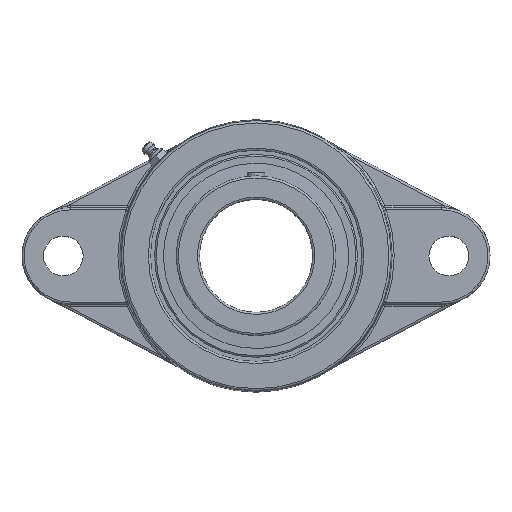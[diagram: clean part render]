
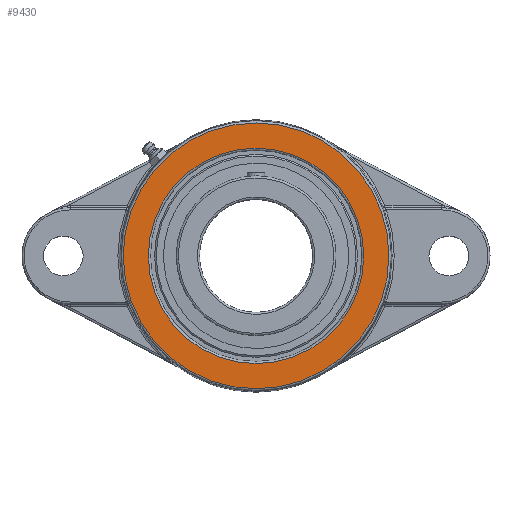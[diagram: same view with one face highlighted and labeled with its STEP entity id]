
A CAD part, top view. The second image highlights one B-rep face of the part: STEP entity #9430.
In plain terms, the highlighted planar face has unit normal (0, 0, 1).
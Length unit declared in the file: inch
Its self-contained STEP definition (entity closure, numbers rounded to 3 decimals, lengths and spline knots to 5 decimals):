
#9373=CARTESIAN_POINT('',(0.,2.49645,1.69291));
#9374=VERTEX_POINT('',#9373);
#9401=CARTESIAN_POINT('',(0.,0.,1.69291));
#9402=DIRECTION('',(0.,-0.,-1.));
#9403=DIRECTION('',(-0.,-1.,0.));
#9404=AXIS2_PLACEMENT_3D('',#9401,#9402,#9403);
#9405=CIRCLE('',#9404,2.49645);
#9406=EDGE_CURVE('',#9374,#9374,#9405,.T.);
#9411=CARTESIAN_POINT('',(-0.,0.,1.69291));
#9412=DIRECTION('',(0.,0.,1.));
#9413=DIRECTION('',(1.,-0.,0.));
#9414=AXIS2_PLACEMENT_3D('',#9411,#9412,#9413);
#9415=PLANE('',#9414);
#9416=CARTESIAN_POINT('',(0.,-2.02411,1.69291));
#9417=VERTEX_POINT('',#9416);
#9418=CARTESIAN_POINT('',(0.,0.,1.69291));
#9419=DIRECTION('',(0.,0.,1.));
#9420=DIRECTION('',(0.,1.,-0.));
#9421=AXIS2_PLACEMENT_3D('',#9418,#9419,#9420);
#9422=CIRCLE('',#9421,2.02411);
#9423=EDGE_CURVE('',#9417,#9417,#9422,.T.);
#9424=ORIENTED_EDGE('',*,*,#9423,.F.);
#9425=EDGE_LOOP('',(#9424));
#9426=FACE_BOUND('',#9425,.T.);
#9427=ORIENTED_EDGE('',*,*,#9406,.F.);
#9428=EDGE_LOOP('',(#9427));
#9429=FACE_BOUND('',#9428,.T.);
#9430=ADVANCED_FACE('',(#9426,#9429),#9415,.T.);
